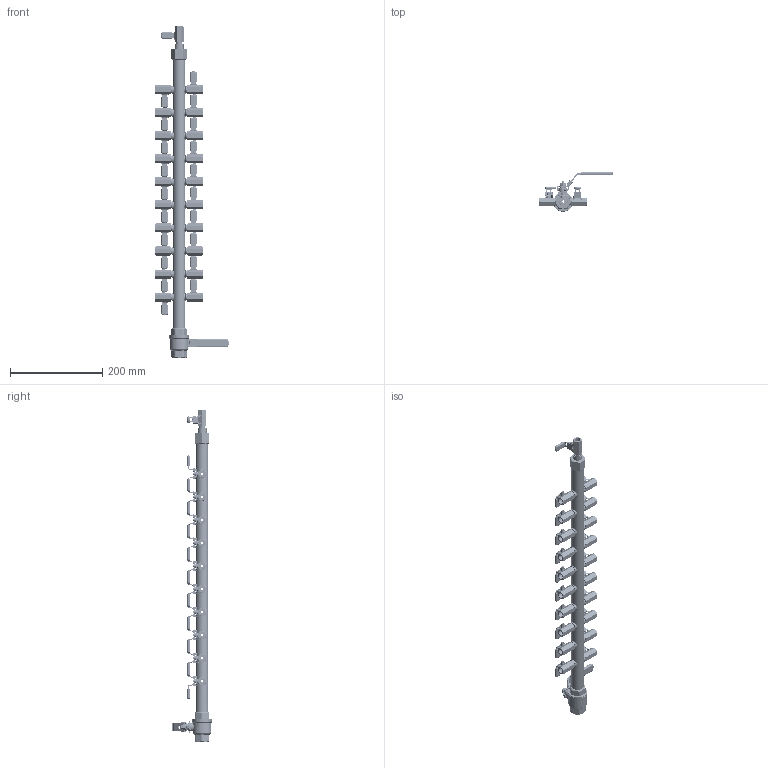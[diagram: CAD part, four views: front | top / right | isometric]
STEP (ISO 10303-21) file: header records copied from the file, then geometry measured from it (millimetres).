
FILE_DESCRIPTION (( 'STEP AP214' ), '1' );
FILE_NAME ('AH34RP20DL-14RC2 AH34 Series 20 Way Double Sided Stainless Steel Instrument Air Manifold.STEP', '2020-02-26T19:41:13', ( '' ), ( '' ), 'SwSTEP 2.0', 'SolidWorks 2020', '' );
FILE_SCHEMA (( 'AUTOMOTIVE_DESIGN' ));
Length unit declared in the file: millimetre
Products named in the file (44): D1T-HL red sleeve_D1T-HL Closed; Lever A2TL-HL; m8 Thin Nut; m5 Nut; D1T-HL Valve Body; Manifold Adaptor; 5mm Nylon Washer; 20 Way Manifold; BACK_P; SLIDE_LOCK-A2TL-HL; 5mm SS Washer; F-CAP; Lever; A2TL-HL Body; 5mm SS Lock Washer; m8 Nut; SLIDE_LOCK; 8mm SS Lock Washer; STEM; A2TL-HL Handle Cover; White letter colouring block; A2TL-HL Valve_A2TL-HL Closed; AH34RP20DL-14RC2 AH34 Series 20 Way Double Sided Stainless Steel Instrument Air Manifold; D1T-HL Handle Cover
Assembly tree (304 placements, depth 3):
  AH34RP20DL-14RC2 AH34 Series 20 Way Double Sided Stainless Steel Instrument Air Manifold
    20 Way Manifold
    A2TL-HL Valve_A2TL-HL Closed
      A2TL-HL Body
      m8 Thin Nut
      Lever A2TL-HL
      8mm SS Lock Washer
      m8 Nut
      A2TL-HL Handle Cover
      SLIDE_LOCK-A2TL-HL
    Manifold Adaptor
    D1T-HL red sleeve_D1T-HL Closed
      D1T-HL Valve Body
      STEM
      BACK_P
      F-CAP
      SLIDE_LOCK
      Lever
      5mm Nylon Washer
      5mm SS Washer  x2
      5mm SS Lock Washer
      m5 Nut
      D1T-HL Handle Cover
      White letter colouring block
    D1T-HL red sleeve_D1T-HL Closed
      D1T-HL Valve Body
      STEM
      BACK_P
      F-CAP
      SLIDE_LOCK
      Lever
      5mm Nylon Washer
      5mm SS Washer  x2
      5mm SS Lock Washer
      m5 Nut
      D1T-HL Handle Cover
      White letter colouring block
    D1T-HL red sleeve_D1T-HL Closed
      D1T-HL Valve Body
      STEM
      BACK_P
      F-CAP
      SLIDE_LOCK
      Lever
      5mm Nylon Washer
      5mm SS Washer  x2
      5mm SS Lock Washer
      m5 Nut
      D1T-HL Handle Cover
      White letter colouring block
    D1T-HL red sleeve_D1T-HL Closed
      D1T-HL Valve Body
      STEM
      BACK_P
      F-CAP
      SLIDE_LOCK
      Lever
      5mm Nylon Washer
      5mm SS Washer  x2
      5mm SS Lock Washer
Bounding box: 160.61 x 85.6 x 720 mm (x, y, z)
Volume: 505079.5 mm3; surface area: 373225.2 mm2
Topology: 348 solids, 348 shells, 11896 faces, 30161 edges, 19293 vertices
Faces by surface type: plane 5302, cylinder 3101, bspline 1981, torus 1140, cone 356, sphere 16
Entity records: 83757 total; most frequent: CARTESIAN_POINT 41634, ORIENTED_EDGE 8062, DIRECTION 7061, EDGE_CURVE 4031, AXIS2_PLACEMENT_3D 2637, VERTEX_POINT 2525, VECTOR 1787, LINE 1787
